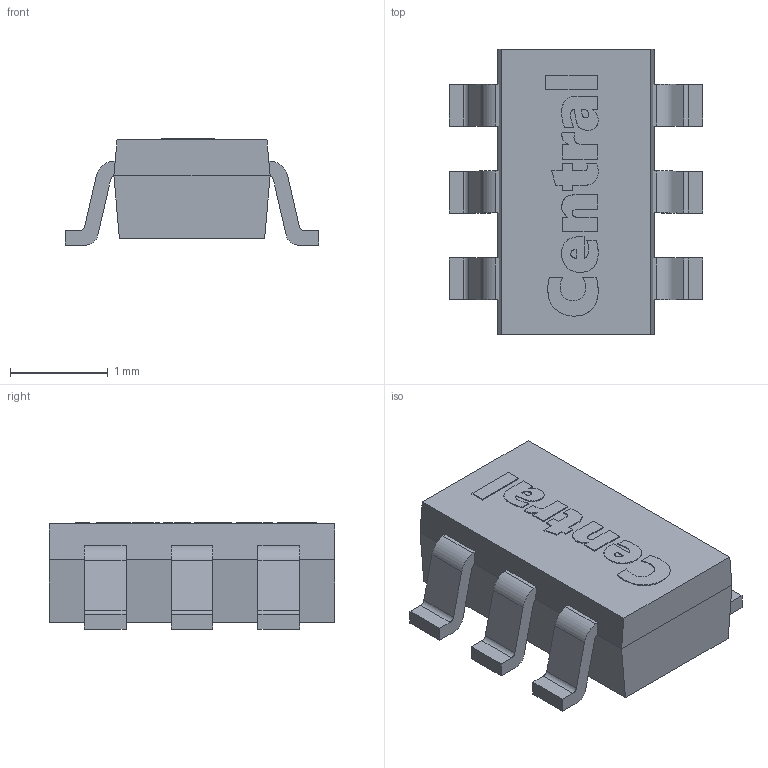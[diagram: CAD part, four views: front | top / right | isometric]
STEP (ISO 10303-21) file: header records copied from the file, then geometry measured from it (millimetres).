
FILE_DESCRIPTION(/* description */ (''),/* implementation_level */ '2;1');
FILE_NAME(/* name */ 'STP00002.step',/* time_stamp */ '2024-04-17T09:16:00-04:00',/* author */ (''),/* organization */ (''),/* preprocessor_version */ 'ST-DEVELOPER v20',/* originating_system */ 'Autodesk Translation Framework v12.14.0.127',/* authorisation */ '');
FILE_SCHEMA (('AUTOMOTIVE_DESIGN { 1 0 10303 214 3 1 1 }'));
Length unit declared in the file: millimetre
Products named in the file (1): STP00002
Bounding box: 2.6 x 2.92 x 1.09 mm (x, y, z)
Volume: 5 mm3; surface area: 36.6 mm2
Topology: 15 solids, 15 shells, 215 faces, 555 edges, 370 vertices
Faces by surface type: plane 126, bspline 65, cylinder 24
Entity records: 7189 total; most frequent: CARTESIAN_POINT 2246, ORIENTED_EDGE 1110, DIRECTION 775, EDGE_CURVE 555, LINE 377, VECTOR 377, VERTEX_POINT 370, EDGE_LOOP 219
